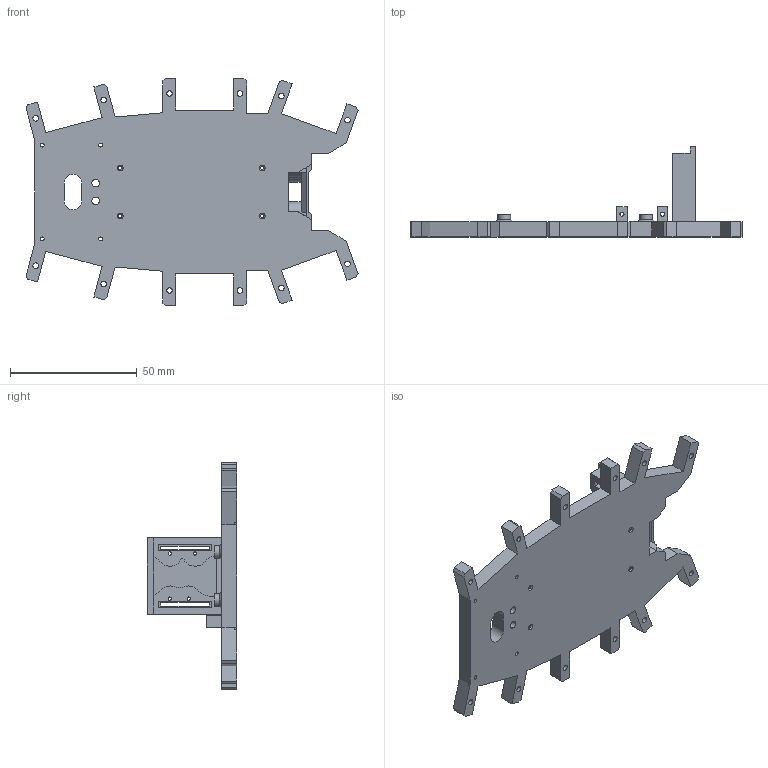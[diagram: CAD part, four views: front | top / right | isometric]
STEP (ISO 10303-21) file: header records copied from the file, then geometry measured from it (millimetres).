
FILE_DESCRIPTION(/* description */ ('STEP AP242','CAx-IF Rec.Pracs.---Representation and Presentation of Product Manufacturing Information (PMI)---4.0---2014-10-13','CAx-IF Rec.Pracs.---3D Tessellated Geometry---0.4---2014-09-14','2;1'),/* implementation_level */ '2;1');
FILE_NAME(/* name */ '6631593a9181446a9102bfc4',/* time_stamp */ '2024-04-30T20:48:59Z',/* author */ (''),/* organization */ (''),/* preprocessor_version */ 'ST-DEVELOPER v20',/* originating_system */ ' ',/* authorisation */ ' ');
FILE_SCHEMA (('AP242_MANAGED_MODEL_BASED_3D_ENGINEERING_MIM_LF { 1 0 10303 442 1 1 4 }'));
Length unit declared in the file: metre
Products named in the file (1): Body
Bounding box: 131 x 35.51 x 89.67 mm (x, y, z)
Volume: 47859.8 mm3; surface area: 23485.6 mm2
Topology: 1 solids, 1 shells, 214 faces, 627 edges, 415 vertices
Faces by surface type: plane 156, cylinder 46, cone 12
Full cylindrical faces by diameter (mm): 1.3 x8, 1.5 x6, 1.6 x2, 2.2 x12, 3 x2, 5 x4
Entity records: 6815 total; most frequent: CARTESIAN_POINT 1175, ORIENTED_EDGE 1126, DIRECTION 1103, EDGE_CURVE 563, LINE 453, VECTOR 453, VERTEX_POINT 397, EDGE_LOOP 328
